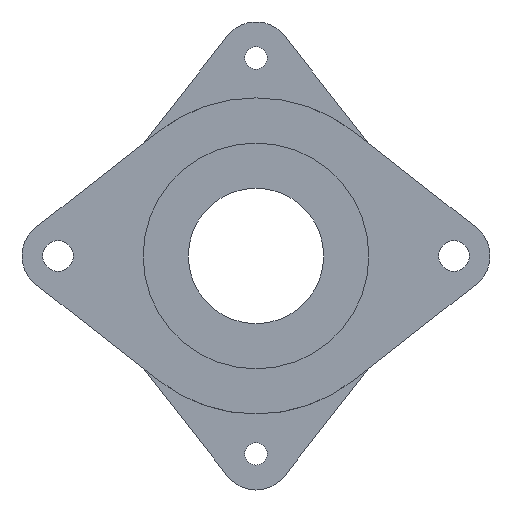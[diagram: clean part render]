
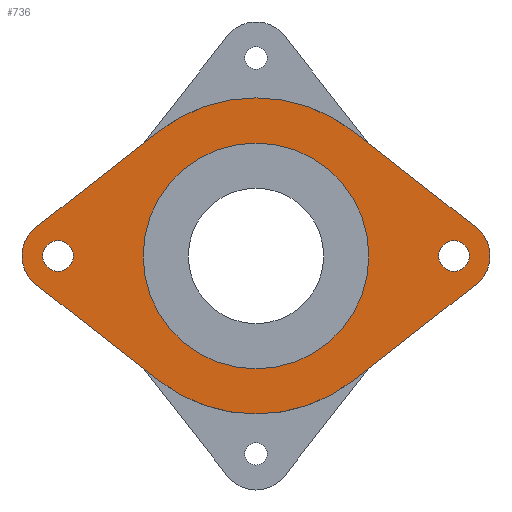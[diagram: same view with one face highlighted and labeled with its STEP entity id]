
A CAD part, front view. The second image highlights one B-rep face of the part: STEP entity #736.
In plain terms, the highlighted planar face has unit normal (0, -1, 0).
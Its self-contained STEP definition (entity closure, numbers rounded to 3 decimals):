
#9 = CARTESIAN_POINT ( 'NONE',  ( -10.778, 0., 13.787 ) ) ;
#18 = CIRCLE ( 'NONE', #1629, 17.5 ) ;
#80 = EDGE_CURVE ( 'NONE', #1544, #695, #1117, .T. ) ;
#82 = DIRECTION ( 'NONE',  ( 0., 0., 1. ) ) ;
#91 = EDGE_CURVE ( 'NONE', #647, #290, #1807, .T. ) ;
#103 = ORIENTED_EDGE ( 'NONE', *, *, #80, .F. ) ;
#121 = CIRCLE ( 'NONE', #362, 12.5 ) ;
#123 = VERTEX_POINT ( 'NONE', #603 ) ;
#152 = DIRECTION ( 'NONE',  ( 0., 0., -1. ) ) ;
#160 = CARTESIAN_POINT ( 'NONE',  ( -21.92, 0., -1.7 ) ) ;
#180 = ORIENTED_EDGE ( 'NONE', *, *, #1577, .F. ) ;
#224 = VECTOR ( 'NONE', #549, 1000. ) ;
#226 = VERTEX_POINT ( 'NONE', #1325 ) ;
#246 = CIRCLE ( 'NONE', #745, 12.5 ) ;
#251 = EDGE_CURVE ( 'NONE', #1591, #1704, #1789, .T. ) ;
#264 = DIRECTION ( 'NONE',  ( 0.788, 0., -0.616 ) ) ;
#290 = VERTEX_POINT ( 'NONE', #1478 ) ;
#319 = CARTESIAN_POINT ( 'NONE',  ( 0., 0., 0. ) ) ;
#322 = DIRECTION ( 'NONE',  ( 0., 1., 0. ) ) ;
#346 = CARTESIAN_POINT ( 'NONE',  ( 21.92, 0., 0. ) ) ;
#352 = AXIS2_PLACEMENT_3D ( 'NONE', #1200, #1486, #82 ) ;
#362 = AXIS2_PLACEMENT_3D ( 'NONE', #1071, #433, #152 ) ;
#387 = DIRECTION ( 'NONE',  ( 0., 0., -1. ) ) ;
#400 = CARTESIAN_POINT ( 'NONE',  ( 21.92, 0., -1.7 ) ) ;
#401 = VERTEX_POINT ( 'NONE', #1796 ) ;
#422 = CARTESIAN_POINT ( 'NONE',  ( 24.384, 0., -3.151 ) ) ;
#433 = DIRECTION ( 'NONE',  ( 0., -1., 0. ) ) ;
#477 = DIRECTION ( 'NONE',  ( 0., 0., 1. ) ) ;
#478 = VERTEX_POINT ( 'NONE', #160 ) ;
#504 = CARTESIAN_POINT ( 'NONE',  ( 21.92, 0., 0. ) ) ;
#513 = CARTESIAN_POINT ( 'NONE',  ( -21.92, 0., 0. ) ) ;
#521 = DIRECTION ( 'NONE',  ( 0., 1., 0. ) ) ;
#531 = EDGE_LOOP ( 'NONE', ( #1413, #1724, #1483, #1293, #180, #846, #103, #1258, #1149 ) ) ;
#548 = DIRECTION ( 'NONE',  ( 0., 0., 1. ) ) ;
#549 = DIRECTION ( 'NONE',  ( -0.788, 0., -0.616 ) ) ;
#568 = EDGE_CURVE ( 'NONE', #1704, #1591, #1500, .T. ) ;
#574 = CARTESIAN_POINT ( 'NONE',  ( -24.384, 0., -3.151 ) ) ;
#578 = DIRECTION ( 'NONE',  ( 0., 1., 0. ) ) ;
#596 = VERTEX_POINT ( 'NONE', #787 ) ;
#603 = CARTESIAN_POINT ( 'NONE',  ( 0., 0., -17.5 ) ) ;
#622 = DIRECTION ( 'NONE',  ( 0.788, 0., 0.616 ) ) ;
#626 = EDGE_CURVE ( 'NONE', #401, #478, #1624, .T. ) ;
#635 = DIRECTION ( 'NONE',  ( 0., 1., 0. ) ) ;
#647 = VERTEX_POINT ( 'NONE', #1585 ) ;
#651 = EDGE_CURVE ( 'NONE', #695, #996, #1474, .T. ) ;
#681 = EDGE_CURVE ( 'NONE', #478, #401, #1332, .T. ) ;
#695 = VERTEX_POINT ( 'NONE', #939 ) ;
#696 = VERTEX_POINT ( 'NONE', #1489 ) ;
#710 = CARTESIAN_POINT ( 'NONE',  ( 24.384, 0., 3.151 ) ) ;
#715 = AXIS2_PLACEMENT_3D ( 'NONE', #504, #635, #1066 ) ;
#734 = CARTESIAN_POINT ( 'NONE',  ( 0., 0., 0. ) ) ;
#736 = ADVANCED_FACE ( 'NONE', ( #1210, #1498, #1220, #1523 ), #1230, .F. ) ;
#745 = AXIS2_PLACEMENT_3D ( 'NONE', #1255, #862, #1423 ) ;
#751 = CARTESIAN_POINT ( 'NONE',  ( -24.384, 0., 3.151 ) ) ;
#753 = CARTESIAN_POINT ( 'NONE',  ( -21.92, 0., 0. ) ) ;
#758 = ORIENTED_EDGE ( 'NONE', *, *, #568, .T. ) ;
#772 = EDGE_LOOP ( 'NONE', ( #782, #758 ) ) ;
#782 = ORIENTED_EDGE ( 'NONE', *, *, #251, .T. ) ;
#787 = CARTESIAN_POINT ( 'NONE',  ( 0., 0., 12.5 ) ) ;
#791 = ORIENTED_EDGE ( 'NONE', *, *, #681, .T. ) ;
#805 = AXIS2_PLACEMENT_3D ( 'NONE', #513, #521, #387 ) ;
#809 = CARTESIAN_POINT ( 'NONE',  ( -21.92, 0., 0. ) ) ;
#820 = DIRECTION ( 'NONE',  ( 0., 0., 1. ) ) ;
#822 = LINE ( 'NONE', #422, #224 ) ;
#846 = ORIENTED_EDGE ( 'NONE', *, *, #651, .F. ) ;
#862 = DIRECTION ( 'NONE',  ( 0., -1., 0. ) ) ;
#887 = DIRECTION ( 'NONE',  ( 0., 0., -1. ) ) ;
#898 = CIRCLE ( 'NONE', #1049, 17.5 ) ;
#937 = DIRECTION ( 'NONE',  ( 0., 1., 0. ) ) ;
#939 = CARTESIAN_POINT ( 'NONE',  ( 24.384, 0., 3.151 ) ) ;
#993 = CARTESIAN_POINT ( 'NONE',  ( -21.92, 0., 0. ) ) ;
#996 = VERTEX_POINT ( 'NONE', #1148 ) ;
#1027 = DIRECTION ( 'NONE',  ( 0., 0., -1. ) ) ;
#1043 = CIRCLE ( 'NONE', #1359, 4. ) ;
#1049 = AXIS2_PLACEMENT_3D ( 'NONE', #1708, #1291, #548 ) ;
#1051 = CARTESIAN_POINT ( 'NONE',  ( -24.384, 0., 3.151 ) ) ;
#1062 = EDGE_CURVE ( 'NONE', #123, #647, #898, .T. ) ;
#1066 = DIRECTION ( 'NONE',  ( 0., 0., 1. ) ) ;
#1071 = CARTESIAN_POINT ( 'NONE',  ( 0., 0., 0. ) ) ;
#1098 = VECTOR ( 'NONE', #622, 1000. ) ;
#1108 = ORIENTED_EDGE ( 'NONE', *, *, #626, .T. ) ;
#1117 = LINE ( 'NONE', #710, #1257 ) ;
#1121 = DIRECTION ( 'NONE',  ( 0., 0., 1. ) ) ;
#1123 = AXIS2_PLACEMENT_3D ( 'NONE', #734, #578, #477 ) ;
#1148 = CARTESIAN_POINT ( 'NONE',  ( 24.384, 0., -3.151 ) ) ;
#1149 = ORIENTED_EDGE ( 'NONE', *, *, #1463, .F. ) ;
#1172 = VECTOR ( 'NONE', #1695, 1000. ) ;
#1187 = AXIS2_PLACEMENT_3D ( 'NONE', #346, #322, #887 ) ;
#1200 = CARTESIAN_POINT ( 'NONE',  ( 21.92, 0., 0. ) ) ;
#1210 = FACE_BOUND ( 'NONE', #1751, .T. ) ;
#1214 = CIRCLE ( 'NONE', #1123, 17.5 ) ;
#1216 = AXIS2_PLACEMENT_3D ( 'NONE', #809, #1810, #820 ) ;
#1220 = FACE_BOUND ( 'NONE', #772, .T. ) ;
#1226 = EDGE_CURVE ( 'NONE', #1663, #1544, #18, .T. ) ;
#1230 = PLANE ( 'NONE',  #1216 ) ;
#1232 = CARTESIAN_POINT ( 'NONE',  ( 21.92, 0., 1.7 ) ) ;
#1255 = CARTESIAN_POINT ( 'NONE',  ( 0., 0., 0. ) ) ;
#1257 = VECTOR ( 'NONE', #264, 1000. ) ;
#1258 = ORIENTED_EDGE ( 'NONE', *, *, #1226, .F. ) ;
#1291 = DIRECTION ( 'NONE',  ( 0., 1., 0. ) ) ;
#1292 = VERTEX_POINT ( 'NONE', #1051 ) ;
#1293 = ORIENTED_EDGE ( 'NONE', *, *, #1804, .F. ) ;
#1318 = LINE ( 'NONE', #751, #1098 ) ;
#1321 = DIRECTION ( 'NONE',  ( 0., 1., 0. ) ) ;
#1325 = CARTESIAN_POINT ( 'NONE',  ( 0., 0., -12.5 ) ) ;
#1332 = CIRCLE ( 'NONE', #805, 1.7 ) ;
#1359 = AXIS2_PLACEMENT_3D ( 'NONE', #993, #937, #1121 ) ;
#1413 = ORIENTED_EDGE ( 'NONE', *, *, #1679, .F. ) ;
#1423 = DIRECTION ( 'NONE',  ( 0., 0., -1. ) ) ;
#1463 = EDGE_CURVE ( 'NONE', #1292, #1663, #1318, .T. ) ;
#1474 = CIRCLE ( 'NONE', #1187, 4. ) ;
#1475 = EDGE_LOOP ( 'NONE', ( #791, #1108 ) ) ;
#1478 = CARTESIAN_POINT ( 'NONE',  ( -24.384, 0., -3.151 ) ) ;
#1483 = ORIENTED_EDGE ( 'NONE', *, *, #1062, .F. ) ;
#1486 = DIRECTION ( 'NONE',  ( 0., 1., 0. ) ) ;
#1489 = CARTESIAN_POINT ( 'NONE',  ( 10.778, 0., -13.787 ) ) ;
#1498 = FACE_OUTER_BOUND ( 'NONE', #531, .T. ) ;
#1500 = CIRCLE ( 'NONE', #715, 1.7 ) ;
#1523 = FACE_BOUND ( 'NONE', #1475, .T. ) ;
#1544 = VERTEX_POINT ( 'NONE', #1744 ) ;
#1577 = EDGE_CURVE ( 'NONE', #996, #696, #822, .T. ) ;
#1585 = CARTESIAN_POINT ( 'NONE',  ( -10.778, 0., -13.787 ) ) ;
#1591 = VERTEX_POINT ( 'NONE', #400 ) ;
#1610 = DIRECTION ( 'NONE',  ( 0., 1., 0. ) ) ;
#1624 = CIRCLE ( 'NONE', #1686, 1.7 ) ;
#1629 = AXIS2_PLACEMENT_3D ( 'NONE', #319, #1610, #1748 ) ;
#1635 = EDGE_CURVE ( 'NONE', #596, #226, #121, .T. ) ;
#1663 = VERTEX_POINT ( 'NONE', #9 ) ;
#1679 = EDGE_CURVE ( 'NONE', #290, #1292, #1043, .T. ) ;
#1686 = AXIS2_PLACEMENT_3D ( 'NONE', #753, #1321, #1027 ) ;
#1695 = DIRECTION ( 'NONE',  ( -0.788, 0., 0.616 ) ) ;
#1704 = VERTEX_POINT ( 'NONE', #1232 ) ;
#1708 = CARTESIAN_POINT ( 'NONE',  ( 0., 0., 0. ) ) ;
#1724 = ORIENTED_EDGE ( 'NONE', *, *, #91, .F. ) ;
#1740 = EDGE_CURVE ( 'NONE', #226, #596, #246, .T. ) ;
#1744 = CARTESIAN_POINT ( 'NONE',  ( 10.778, 0., 13.787 ) ) ;
#1748 = DIRECTION ( 'NONE',  ( 0., 0., 1. ) ) ;
#1751 = EDGE_LOOP ( 'NONE', ( #1758, #1766 ) ) ;
#1758 = ORIENTED_EDGE ( 'NONE', *, *, #1740, .F. ) ;
#1766 = ORIENTED_EDGE ( 'NONE', *, *, #1635, .F. ) ;
#1789 = CIRCLE ( 'NONE', #352, 1.7 ) ;
#1796 = CARTESIAN_POINT ( 'NONE',  ( -21.92, 0., 1.7 ) ) ;
#1804 = EDGE_CURVE ( 'NONE', #696, #123, #1214, .T. ) ;
#1807 = LINE ( 'NONE', #574, #1172 ) ;
#1810 = DIRECTION ( 'NONE',  ( 0., 1., 0. ) ) ;
